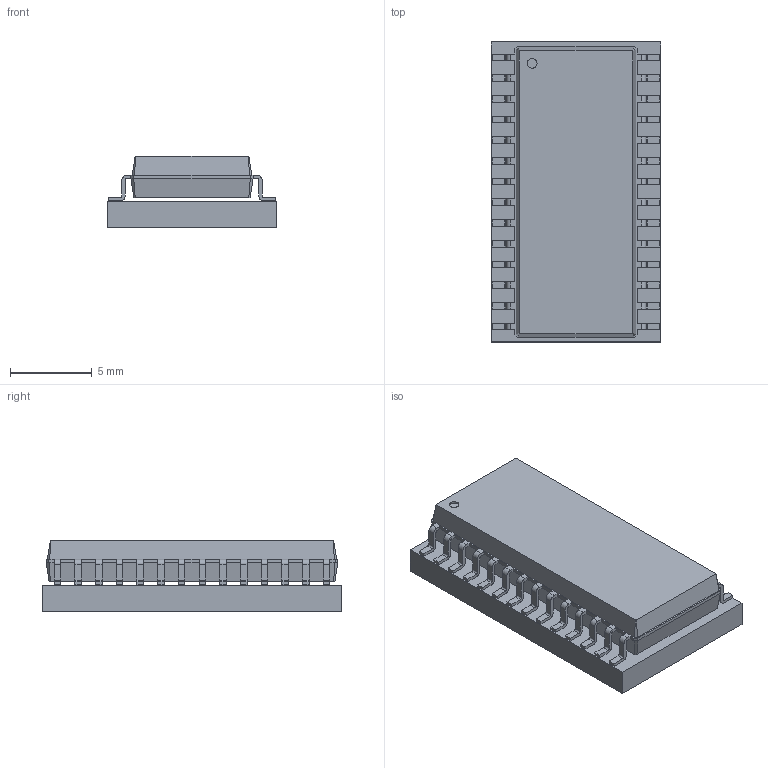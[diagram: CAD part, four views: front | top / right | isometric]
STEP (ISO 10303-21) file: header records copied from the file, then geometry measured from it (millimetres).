
FILE_DESCRIPTION(('KiCad electronic assembly'),'2;1');
FILE_NAME('Exp - Dynaflow.step','2022-04-12T17:20:41',('An Author'),( 'A Company'),'Open CASCADE STEP processor 6.9', 'KiCad to STEP converter','Unknown');
FILE_SCHEMA(('AUTOMOTIVE_DESIGN { 1 0 10303 214 1 1 1 1 }'));
Length unit declared in the file: millimetre
Products named in the file (4): Open CASCADE STEP translator 6.9 1; SOIC-28W_7.5x17.9mm_P1.27mm; SOLID
Assembly tree (4 placements, depth 3):
  Open CASCADE STEP translator 6.9 1
    SOIC-28W_7.5x17.9mm_P1.27mm  x2
      SOLID
    SOLID
Bounding box: 10.4 x 18.4 x 4.4 mm (x, y, z)
Surface area: 1408.7 mm2
Topology: 3 solids, 3 shells, 918 faces, 2458 edges, 1548 vertices
Faces by surface type: plane 588, cylinder 226, bspline 104
Full cylindrical faces by diameter (mm): 0.6 x2
Entity records: 33657 total; most frequent: CARTESIAN_POINT 5934, DIRECTION 4493, LINE 3097, VECTOR 3097, ORIENTED_EDGE 2470, PCURVE 2470, DEFINITIONAL_REPRESENTATION 2470, EDGE_CURVE 1235
